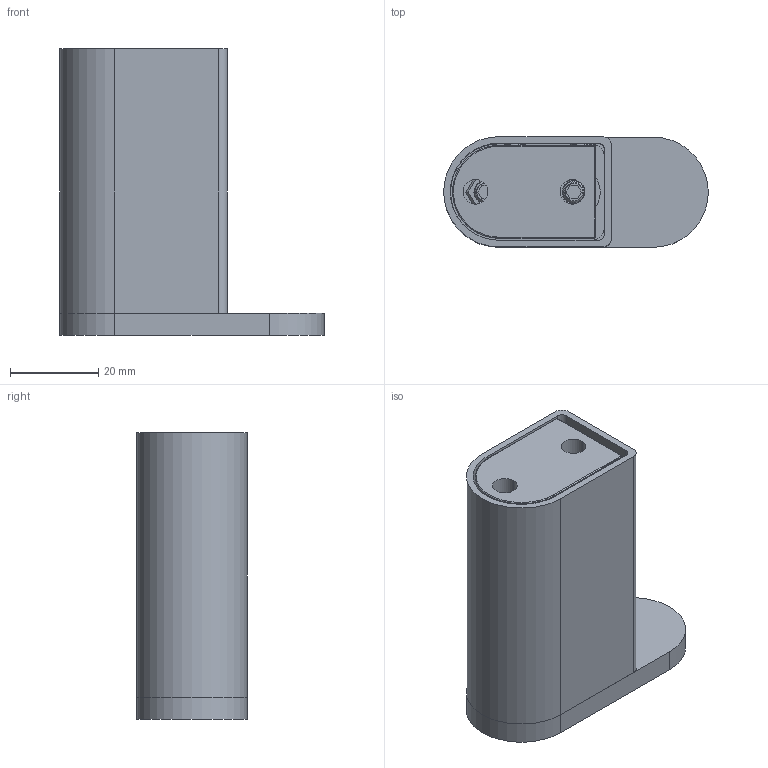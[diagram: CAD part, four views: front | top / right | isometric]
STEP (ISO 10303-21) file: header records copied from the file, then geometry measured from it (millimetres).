
FILE_DESCRIPTION((''),'2;1');
FILE_NAME('93209_ASM','2024-03-11T',('Administrator'),(''),'PRO/ENGINEER BY PARAMETRIC TECHNOLOGY CORPORATION, 2010280','PRO/ENGINEER BY PARAMETRIC TECHNOLOGY CORPORATION, 2010280','');
FILE_SCHEMA(('CONFIG_CONTROL_DESIGN'));
Length unit declared in the file: millimetre
Products named in the file (10): MGC2212; MGC2204; MJC1040; AJC0743_ASM; BLC0017WXX; BLC0012WXX; MZB0219; BLC0114WXX; BLC0015WXX; 93209_ASM
Assembly tree (13 placements, depth 3):
  93209_ASM
    MGC2212
    AJC0743_ASM
      MGC2204
      MJC1040
    BLC0017WXX  x2
    BLC0012WXX  x2
    MZB0219
    BLC0114WXX  x2
    BLC0015WXX  x2
Bounding box: 60 x 25 x 65 mm (x, y, z)
Volume: 29627.7 mm3; surface area: 25272.3 mm2
Topology: 12 solids, 18 shells, 380 faces, 962 edges, 606 vertices
Faces by surface type: cylinder 188, plane 116, bspline 40, cone 30, sphere 4, torus 2
Entity records: 15413 total; most frequent: CARTESIAN_POINT 9705, ORIENTED_EDGE 1170, DIRECTION 1058, EDGE_CURVE 595, AXIS2_PLACEMENT_3D 379, VERTEX_POINT 378, VECTOR 300, LINE 300
